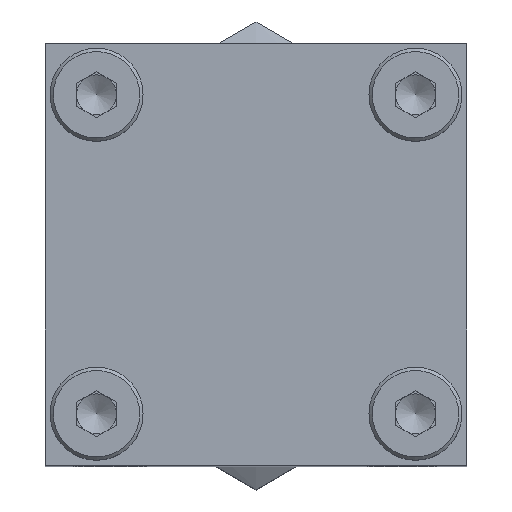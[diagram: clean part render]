
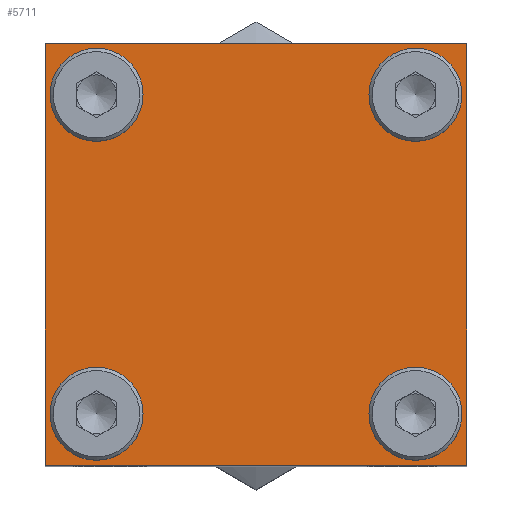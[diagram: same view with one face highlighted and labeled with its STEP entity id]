
A CAD part, top view. The second image highlights one B-rep face of the part: STEP entity #5711.
In plain terms, the highlighted planar face has unit normal (0, 0, 1).
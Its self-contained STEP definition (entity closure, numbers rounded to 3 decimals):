
#207=PLANE('',#6292);
#411=LINE('',#9437,#671);
#415=LINE('',#9445,#675);
#418=LINE('',#9451,#678);
#421=LINE('',#9456,#681);
#671=VECTOR('',#7315,31.75);
#675=VECTOR('',#7321,31.75);
#678=VECTOR('',#7326,31.75);
#681=VECTOR('',#7331,31.75);
#1120=FACE_BOUND('',#1972,.T.);
#1121=FACE_BOUND('',#1973,.T.);
#1122=FACE_BOUND('',#1974,.T.);
#1123=FACE_BOUND('',#1975,.T.);
#1407=FACE_OUTER_BOUND('',#1971,.T.);
#1971=EDGE_LOOP('',(#4376,#4377,#4378,#4379));
#1972=EDGE_LOOP('',(#4380));
#1973=EDGE_LOOP('',(#4381));
#1974=EDGE_LOOP('',(#4382));
#1975=EDGE_LOOP('',(#4383));
#2602=CIRCLE('',#6272,2.15);
#2604=CIRCLE('',#6275,2.15);
#2606=CIRCLE('',#6278,2.15);
#2608=CIRCLE('',#6281,2.15);
#2988=VERTEX_POINT('',#9409);
#2990=VERTEX_POINT('',#9414);
#2992=VERTEX_POINT('',#9419);
#2994=VERTEX_POINT('',#9424);
#2998=VERTEX_POINT('',#9435);
#2999=VERTEX_POINT('',#9436);
#3002=VERTEX_POINT('',#9444);
#3004=VERTEX_POINT('',#9450);
#3530=EDGE_CURVE('',#2988,#2988,#2602,.T.);
#3532=EDGE_CURVE('',#2990,#2990,#2604,.T.);
#3534=EDGE_CURVE('',#2992,#2992,#2606,.T.);
#3536=EDGE_CURVE('',#2994,#2994,#2608,.T.);
#3540=EDGE_CURVE('',#2998,#2999,#411,.T.);
#3544=EDGE_CURVE('',#3002,#2998,#415,.T.);
#3547=EDGE_CURVE('',#3004,#3002,#418,.T.);
#3550=EDGE_CURVE('',#2999,#3004,#421,.T.);
#4376=ORIENTED_EDGE('',*,*,#3540,.T.);
#4377=ORIENTED_EDGE('',*,*,#3550,.T.);
#4378=ORIENTED_EDGE('',*,*,#3547,.T.);
#4379=ORIENTED_EDGE('',*,*,#3544,.T.);
#4380=ORIENTED_EDGE('',*,*,#3530,.F.);
#4381=ORIENTED_EDGE('',*,*,#3532,.F.);
#4382=ORIENTED_EDGE('',*,*,#3534,.F.);
#4383=ORIENTED_EDGE('',*,*,#3536,.F.);
#5711=ADVANCED_FACE('',(#1407,#1120,#1121,#1122,#1123),#207,.T.);
#6272=AXIS2_PLACEMENT_3D('',#9410,#7283,#7284);
#6275=AXIS2_PLACEMENT_3D('',#9415,#7289,#7290);
#6278=AXIS2_PLACEMENT_3D('',#9420,#7295,#7296);
#6281=AXIS2_PLACEMENT_3D('',#9425,#7301,#7302);
#6292=AXIS2_PLACEMENT_3D('',#9459,#7335,#7336);
#7283=DIRECTION('center_axis',(0.,0.,1.));
#7284=DIRECTION('ref_axis',(-1.,0.,0.));
#7289=DIRECTION('center_axis',(0.,0.,1.));
#7290=DIRECTION('ref_axis',(1.,0.,0.));
#7295=DIRECTION('center_axis',(0.,0.,1.));
#7296=DIRECTION('ref_axis',(-1.,0.,0.));
#7301=DIRECTION('center_axis',(0.,0.,1.));
#7302=DIRECTION('ref_axis',(1.,0.,0.));
#7315=DIRECTION('',(0.,-1.,0.));
#7321=DIRECTION('',(-1.,0.,0.));
#7326=DIRECTION('',(0.,1.,0.));
#7331=DIRECTION('',(1.,0.,0.));
#7335=DIRECTION('center_axis',(0.,0.,1.));
#7336=DIRECTION('ref_axis',(1.,0.,0.));
#9409=CARTESIAN_POINT('',(14.15,-12.,29.));
#9410=CARTESIAN_POINT('Origin',(12.,-12.,29.));
#9414=CARTESIAN_POINT('',(-9.85,-12.,29.));
#9415=CARTESIAN_POINT('Origin',(-12.,-12.,29.));
#9419=CARTESIAN_POINT('',(-9.85,12.,29.));
#9420=CARTESIAN_POINT('Origin',(-12.,12.,29.));
#9424=CARTESIAN_POINT('',(14.15,12.,29.));
#9425=CARTESIAN_POINT('Origin',(12.,12.,29.));
#9435=CARTESIAN_POINT('',(-15.875,15.875,29.));
#9436=CARTESIAN_POINT('',(-15.875,-15.875,29.));
#9437=CARTESIAN_POINT('',(-15.875,15.875,29.));
#9444=CARTESIAN_POINT('',(15.875,15.875,29.));
#9445=CARTESIAN_POINT('',(-15.875,15.875,29.));
#9450=CARTESIAN_POINT('',(15.875,-15.875,29.));
#9451=CARTESIAN_POINT('',(15.875,15.875,29.));
#9456=CARTESIAN_POINT('',(-15.875,-15.875,29.));
#9459=CARTESIAN_POINT('Origin',(-15.875,-15.875,29.));
